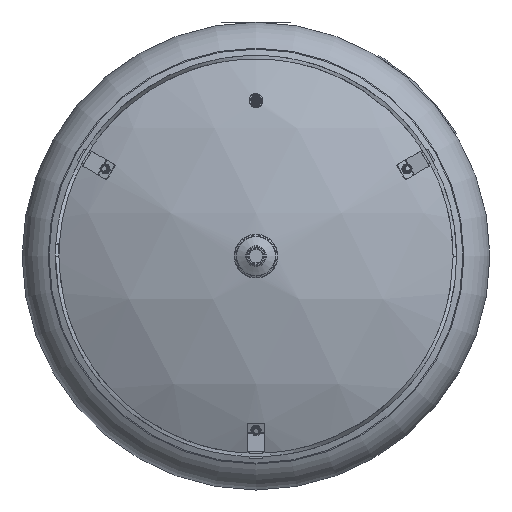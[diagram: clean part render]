
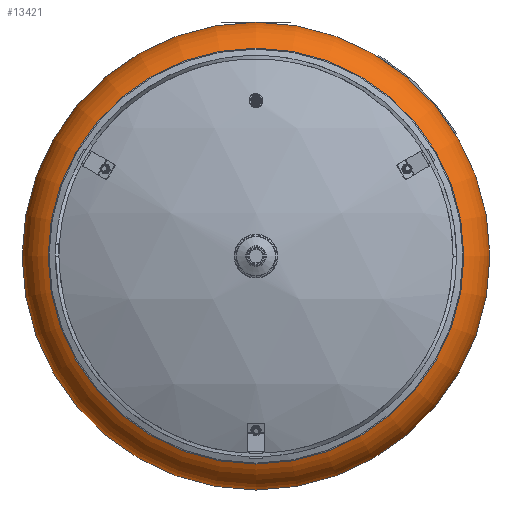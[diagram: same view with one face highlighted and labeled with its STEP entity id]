
A CAD part, front view. The second image highlights one B-rep face of the part: STEP entity #13421.
In plain terms, the highlighted toroidal (fillet/blend) face has major radius 272 mm and minor radius 68 mm.
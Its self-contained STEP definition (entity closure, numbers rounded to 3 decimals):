
#13214=CARTESIAN_POINT('',(302.222,-932.673,0.));
#13215=VERTEX_POINT('',#13214);
#13216=CARTESIAN_POINT('',(0.,-932.673,0.));
#13217=DIRECTION('',(0.0,-1.0,0.0));
#13218=DIRECTION('',(1.0,0.0,0.0));
#13219=AXIS2_PLACEMENT_3D('',#13216,#13217,#13218);
#13220=CIRCLE('',#13219,302.222);
#13221=EDGE_CURVE('',#13215,#13215,#13220,.T.);
#13395=CARTESIAN_POINT('',(340.,-871.759,0.));
#13396=VERTEX_POINT('',#13395);
#13397=CARTESIAN_POINT('',(0.,-871.759,0.));
#13398=DIRECTION('',(0.0,-1.0,0.0));
#13399=DIRECTION('',(1.0,0.0,0.0));
#13400=AXIS2_PLACEMENT_3D('',#13397,#13398,#13399);
#13401=CIRCLE('',#13400,340.0);
#13402=EDGE_CURVE('',#13396,#13396,#13401,.T.);
#13410=CARTESIAN_POINT('',(0.,-871.759,0.));
#13411=DIRECTION('',(0.,-1.0,0.));
#13412=DIRECTION('',(0.0,0.0,1.0));
#13413=AXIS2_PLACEMENT_3D('',#13410,#13411,#13412);
#13414=TOROIDAL_SURFACE('',#13413,272.0,68.);
#13415=ORIENTED_EDGE('',*,*,#13221,.F.);
#13416=EDGE_LOOP('',(#13415));
#13417=FACE_OUTER_BOUND('',#13416,.T.);
#13418=ORIENTED_EDGE('',*,*,#13402,.T.);
#13419=EDGE_LOOP('',(#13418));
#13420=FACE_BOUND('',#13419,.T.);
#13421=ADVANCED_FACE('',(#13417,#13420),#13414,.T.);
